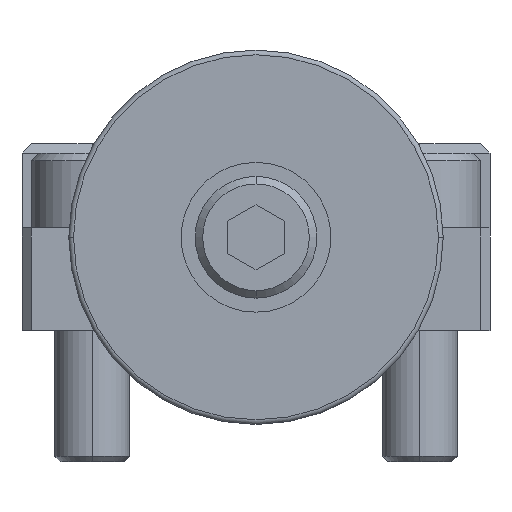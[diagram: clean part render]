
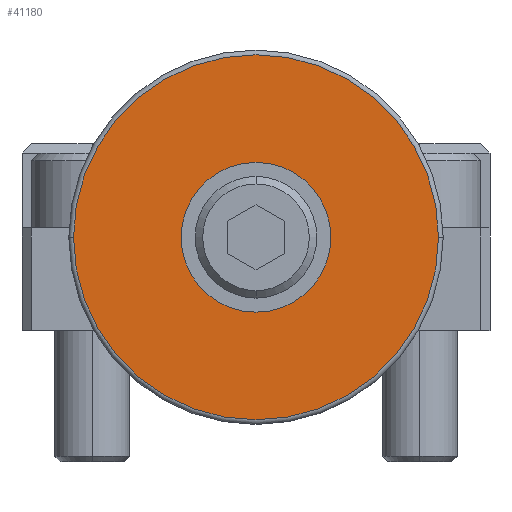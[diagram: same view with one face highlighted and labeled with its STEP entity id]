
A CAD part, front view. The second image highlights one B-rep face of the part: STEP entity #41180.
In plain terms, the highlighted face is planar.
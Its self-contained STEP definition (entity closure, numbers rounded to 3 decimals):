
#40830=CARTESIAN_POINT('',(14.18,0.,-80.));
#40840=DIRECTION('',(0.,0.,-1.));
#40850=DIRECTION('',(0.,1.,0.));
#40860=AXIS2_PLACEMENT_3D('',#40830,#40840,#40850);
#40870=PLANE('',#40860);
#40880=CARTESIAN_POINT('',(0.,0.,
-80.));
#40890=DIRECTION('',(0.,0.,-1.));
#40900=DIRECTION('',(-1.,0.,0.));
#40910=AXIS2_PLACEMENT_3D('',#40880,#40890,#40900);
#40920=CIRCLE('',#40910,19.5);
#40930=CARTESIAN_POINT('',(-19.5,0.,-80.));
#40940=VERTEX_POINT('',#40930);
#40950=CARTESIAN_POINT('',(19.5,0.,-80.));
#40960=VERTEX_POINT('',#40950);
#40970=EDGE_CURVE('',#40940,#40960,#40920,.T.);
#40980=ORIENTED_EDGE('',*,*,#40970,.T.);
#40990=EDGE_CURVE('',#40960,#40940,#40920,.T.);
#41000=ORIENTED_EDGE('',*,*,#40990,.T.);
#41010=EDGE_LOOP('',(#41000,#40980));
#41020=FACE_OUTER_BOUND('',#41010,.T.);
#41030=CARTESIAN_POINT('',(0.,0.,
-80.));
#41040=DIRECTION('',(0.,0.,-1.));
#41050=DIRECTION('',(1.,0.,0.));
#41060=AXIS2_PLACEMENT_3D('',#41030,#41040,#41050);
#41070=CIRCLE('',#41060,8.);
#41080=CARTESIAN_POINT('',(8.,0.,-80.));
#41090=VERTEX_POINT('',#41080);
#41100=CARTESIAN_POINT('',(-8.,0.,-80.));
#41110=VERTEX_POINT('',#41100);
#41120=EDGE_CURVE('',#41090,#41110,#41070,.T.);
#41130=ORIENTED_EDGE('',*,*,#41120,.F.);
#41140=EDGE_CURVE('',#41110,#41090,#41070,.T.);
#41150=ORIENTED_EDGE('',*,*,#41140,.F.);
#41160=EDGE_LOOP('',(#41150,#41130));
#41170=FACE_BOUND('',#41160,.T.);
#41180=ADVANCED_FACE('',(#41020,#41170),#40870,.T.);
